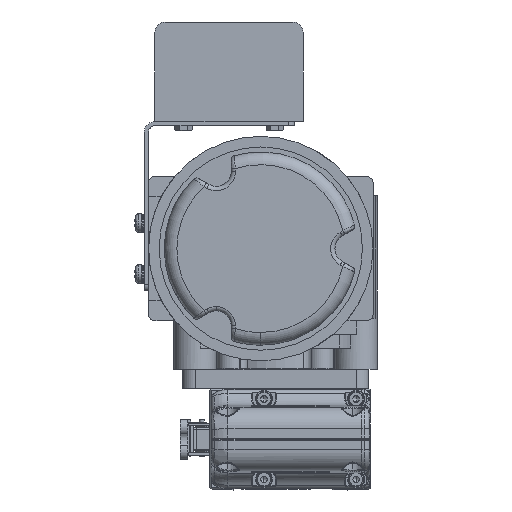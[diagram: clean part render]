
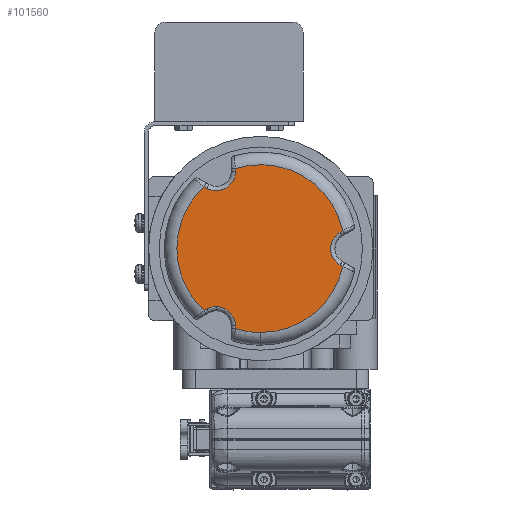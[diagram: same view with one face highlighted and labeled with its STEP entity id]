
A CAD part, left-side view. The second image highlights one B-rep face of the part: STEP entity #101560.
In plain terms, the highlighted planar face has unit normal (-1, 0, 0).
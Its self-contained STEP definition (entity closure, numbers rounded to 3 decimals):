
#406 = ORIENTED_EDGE ( 'NONE', *, *, #26555, .T. ) ;
#2135 = AXIS2_PLACEMENT_3D ( 'NONE', #10356, #71120, #19065 ) ;
#3214 = VERTEX_POINT ( 'NONE', #108914 ) ;
#3479 = LINE ( 'NONE', #9059, #23801 ) ;
#3764 = CIRCLE ( 'NONE', #11263, 9. ) ;
#4152 = CARTESIAN_POINT ( 'NONE',  ( -103.004, 110.377, 346.718 ) ) ;
#4472 = EDGE_CURVE ( 'NONE', #54924, #17635, #74732, .T. ) ;
#4537 = VERTEX_POINT ( 'NONE', #13357 ) ;
#5292 = AXIS2_PLACEMENT_3D ( 'NONE', #56075, #38982, #99880 ) ;
#5379 = CARTESIAN_POINT ( 'NONE',  ( -103.004, 172.809, 327.658 ) ) ;
#7247 = CARTESIAN_POINT ( 'NONE',  ( -103.004, 161.086, 392.98 ) ) ;
#7445 = CARTESIAN_POINT ( 'NONE',  ( -103.004, 161.086, 318.838 ) ) ;
#8095 = CARTESIAN_POINT ( 'NONE',  ( -103.004, 110.377, 363.703 ) ) ;
#8470 = EDGE_CURVE ( 'NONE', #53350, #43467, #56781, .T. ) ;
#8873 = EDGE_CURVE ( 'NONE', #17635, #15180, #3764, .T. ) ;
#9059 = CARTESIAN_POINT ( 'NONE',  ( -103.004, 161.086, 318.136 ) ) ;
#9558 = VECTOR ( 'NONE', #67128, 1000. ) ;
#10356 = CARTESIAN_POINT ( 'NONE',  ( -103.004, 170.086, 318.838 ) ) ;
#10626 = VECTOR ( 'NONE', #25040, 1000. ) ;
#10895 = DIRECTION ( 'NONE',  ( 1., 0., 0. ) ) ;
#11263 = AXIS2_PLACEMENT_3D ( 'NONE', #112024, #49841, #82009 ) ;
#12255 = LINE ( 'NONE', #75906, #9558 ) ;
#12338 = VECTOR ( 'NONE', #105264, 1000. ) ;
#12882 = EDGE_CURVE ( 'NONE', #15426, #103917, #89483, .T. ) ;
#13357 = CARTESIAN_POINT ( 'NONE',  ( -103.004, 161.086, 317.441 ) ) ;
#15180 = VERTEX_POINT ( 'NONE', #103021 ) ;
#15426 = VERTEX_POINT ( 'NONE', #99116 ) ;
#16003 = CARTESIAN_POINT ( 'NONE',  ( -103.004, 149.086, 355.211 ) ) ;
#16299 = CARTESIAN_POINT ( 'NONE',  ( -103.004, 149.086, 315.581 ) ) ;
#16542 = EDGE_CURVE ( 'NONE', #15426, #43467, #101900, .T. ) ;
#17635 = VERTEX_POINT ( 'NONE', #43406 ) ;
#18223 = AXIS2_PLACEMENT_3D ( 'NONE', #31534, #92374, #40288 ) ;
#18950 = ORIENTED_EDGE ( 'NONE', *, *, #8873, .T. ) ;
#19065 = DIRECTION ( 'NONE',  ( 0., 0., 1. ) ) ;
#20020 = AXIS2_PLACEMENT_3D ( 'NONE', #16003, #76775, #24718 ) ;
#20130 = VECTOR ( 'NONE', #46479, 1000. ) ;
#22553 = EDGE_CURVE ( 'NONE', #103917, #62290, #59945, .T. ) ;
#23669 = CARTESIAN_POINT ( 'NONE',  ( -103.004, 172.809, 382.763 ) ) ;
#23801 = VECTOR ( 'NONE', #69836, 1000. ) ;
#24123 = EDGE_CURVE ( 'NONE', #74061, #103809, #97837, .T. ) ;
#24718 = DIRECTION ( 'NONE',  ( 0., 0., -1. ) ) ;
#25040 = DIRECTION ( 'NONE',  ( 0., 0.866, 0.5 ) ) ;
#26555 = EDGE_CURVE ( 'NONE', #15180, #103809, #35429, .T. ) ;
#30130 = DIRECTION ( 'NONE',  ( 1., 0., 0. ) ) ;
#31534 = CARTESIAN_POINT ( 'NONE',  ( -103.004, 170.086, 391.584 ) ) ;
#34340 = EDGE_LOOP ( 'NONE', ( #81051, #52172, #66571, #41535, #42359, #106778, #69696, #42060, #68390, #73635, #18950, #406, #34566, #53547 ) ) ;
#34566 = ORIENTED_EDGE ( 'NONE', *, *, #24123, .F. ) ;
#35200 = CARTESIAN_POINT ( 'NONE',  ( -103.004, 149.086, 355.211 ) ) ;
#35429 = LINE ( 'NONE', #5379, #12338 ) ;
#38982 = DIRECTION ( 'NONE',  ( -1., 0., 0. ) ) ;
#40288 = DIRECTION ( 'NONE',  ( 0., 0., 1. ) ) ;
#41535 = ORIENTED_EDGE ( 'NONE', *, *, #12882, .T. ) ;
#41894 = CIRCLE ( 'NONE', #61449, 9. ) ;
#42060 = ORIENTED_EDGE ( 'NONE', *, *, #89712, .F. ) ;
#42342 = FACE_OUTER_BOUND ( 'NONE', #34340, .T. ) ;
#42359 = ORIENTED_EDGE ( 'NONE', *, *, #22553, .T. ) ;
#43406 = CARTESIAN_POINT ( 'NONE',  ( -103.004, 111.586, 347.417 ) ) ;
#43467 = VERTEX_POINT ( 'NONE', #62517 ) ;
#43668 = DIRECTION ( 'NONE',  ( 1., 0., 0. ) ) ;
#43998 = DIRECTION ( 'NONE',  ( 0., 0., -1. ) ) ;
#45190 = CARTESIAN_POINT ( 'NONE',  ( -103.004, 172.809, 382.763 ) ) ;
#46479 = DIRECTION ( 'NONE',  ( 0., -0.866, 0.5 ) ) ;
#49213 = EDGE_CURVE ( 'NONE', #54924, #111102, #50981, .T. ) ;
#49841 = DIRECTION ( 'NONE',  ( 1., 0., 0. ) ) ;
#50981 = CIRCLE ( 'NONE', #20020, 39.63 ) ;
#52172 = ORIENTED_EDGE ( 'NONE', *, *, #8470, .T. ) ;
#53350 = VERTEX_POINT ( 'NONE', #92616 ) ;
#53547 = ORIENTED_EDGE ( 'NONE', *, *, #81487, .T. ) ;
#54924 = VERTEX_POINT ( 'NONE', #4152 ) ;
#56075 = CARTESIAN_POINT ( 'NONE',  ( -103.004, 188.716, 355.211 ) ) ;
#56781 = LINE ( 'NONE', #23669, #10626 ) ;
#59945 = CIRCLE ( 'NONE', #2135, 9. ) ;
#61449 = AXIS2_PLACEMENT_3D ( 'NONE', #95724, #43668, #104483 ) ;
#62290 = VERTEX_POINT ( 'NONE', #71500 ) ;
#62517 = CARTESIAN_POINT ( 'NONE',  ( -103.004, 175.796, 384.488 ) ) ;
#62866 = CARTESIAN_POINT ( 'NONE',  ( -103.004, 149.086, 355.211 ) ) ;
#65445 = AXIS2_PLACEMENT_3D ( 'NONE', #35200, #96053, #43998 ) ;
#66571 = ORIENTED_EDGE ( 'NONE', *, *, #16542, .F. ) ;
#67128 = DIRECTION ( 'NONE',  ( 0., 0., -1. ) ) ;
#68390 = ORIENTED_EDGE ( 'NONE', *, *, #49213, .F. ) ;
#69696 = ORIENTED_EDGE ( 'NONE', *, *, #85953, .T. ) ;
#69836 = DIRECTION ( 'NONE',  ( 0., 0., -1. ) ) ;
#71120 = DIRECTION ( 'NONE',  ( 1., 0., 0. ) ) ;
#71500 = CARTESIAN_POINT ( 'NONE',  ( -103.004, 170.086, 327.838 ) ) ;
#71648 = DIRECTION ( 'NONE',  ( 0., 0., -1. ) ) ;
#71655 = EDGE_CURVE ( 'NONE', #3214, #53350, #111837, .T. ) ;
#73635 = ORIENTED_EDGE ( 'NONE', *, *, #4472, .T. ) ;
#74061 = VERTEX_POINT ( 'NONE', #7247 ) ;
#74732 = LINE ( 'NONE', #45190, #95189 ) ;
#75097 = AXIS2_PLACEMENT_3D ( 'NONE', #82189, #30130, #90992 ) ;
#75443 = CIRCLE ( 'NONE', #65445, 39.63 ) ;
#75906 = CARTESIAN_POINT ( 'NONE',  ( -103.004, 161.086, 355.211 ) ) ;
#76775 = DIRECTION ( 'NONE',  ( 1., 0., 0. ) ) ;
#81051 = ORIENTED_EDGE ( 'NONE', *, *, #71655, .T. ) ;
#81487 = EDGE_CURVE ( 'NONE', #74061, #3214, #12255, .T. ) ;
#82009 = DIRECTION ( 'NONE',  ( 0., 0., 1. ) ) ;
#82189 = CARTESIAN_POINT ( 'NONE',  ( -103.004, 149.086, 355.211 ) ) ;
#84152 = VERTEX_POINT ( 'NONE', #7445 ) ;
#85953 = EDGE_CURVE ( 'NONE', #84152, #4537, #3479, .T. ) ;
#89483 = LINE ( 'NONE', #107320, #20130 ) ;
#89712 = EDGE_CURVE ( 'NONE', #111102, #4537, #75443, .T. ) ;
#90992 = DIRECTION ( 'NONE',  ( 0., 0., -1. ) ) ;
#91109 = PLANE ( 'NONE',  #5292 ) ;
#92374 = DIRECTION ( 'NONE',  ( 1., 0., 0. ) ) ;
#92616 = CARTESIAN_POINT ( 'NONE',  ( -103.004, 174.586, 383.79 ) ) ;
#94121 = DIRECTION ( 'NONE',  ( 0., 0.866, 0.5 ) ) ;
#95189 = VECTOR ( 'NONE', #94121, 1000. ) ;
#95724 = CARTESIAN_POINT ( 'NONE',  ( -103.004, 170.086, 318.838 ) ) ;
#96053 = DIRECTION ( 'NONE',  ( 1., 0., 0. ) ) ;
#97837 = CIRCLE ( 'NONE', #104180, 39.63 ) ;
#99116 = CARTESIAN_POINT ( 'NONE',  ( -103.004, 175.796, 325.934 ) ) ;
#99576 = CARTESIAN_POINT ( 'NONE',  ( -103.004, 174.586, 326.632 ) ) ;
#99880 = DIRECTION ( 'NONE',  ( 0., 0., 1. ) ) ;
#101560 = ADVANCED_FACE ( 'NONE', ( #42342 ), #91109, .T. ) ;
#101900 = CIRCLE ( 'NONE', #75097, 39.63 ) ;
#103021 = CARTESIAN_POINT ( 'NONE',  ( -103.004, 111.586, 363.005 ) ) ;
#103809 = VERTEX_POINT ( 'NONE', #8095 ) ;
#103917 = VERTEX_POINT ( 'NONE', #99576 ) ;
#104180 = AXIS2_PLACEMENT_3D ( 'NONE', #62866, #10895, #71648 ) ;
#104272 = EDGE_CURVE ( 'NONE', #62290, #84152, #41894, .T. ) ;
#104483 = DIRECTION ( 'NONE',  ( 0., 0., 1. ) ) ;
#105264 = DIRECTION ( 'NONE',  ( 0., -0.866, 0.5 ) ) ;
#106778 = ORIENTED_EDGE ( 'NONE', *, *, #104272, .T. ) ;
#107320 = CARTESIAN_POINT ( 'NONE',  ( -103.004, 174.586, 326.632 ) ) ;
#108914 = CARTESIAN_POINT ( 'NONE',  ( -103.004, 161.086, 391.584 ) ) ;
#111102 = VERTEX_POINT ( 'NONE', #16299 ) ;
#111837 = CIRCLE ( 'NONE', #18223, 9. ) ;
#112024 = CARTESIAN_POINT ( 'NONE',  ( -103.004, 107.086, 355.211 ) ) ;
